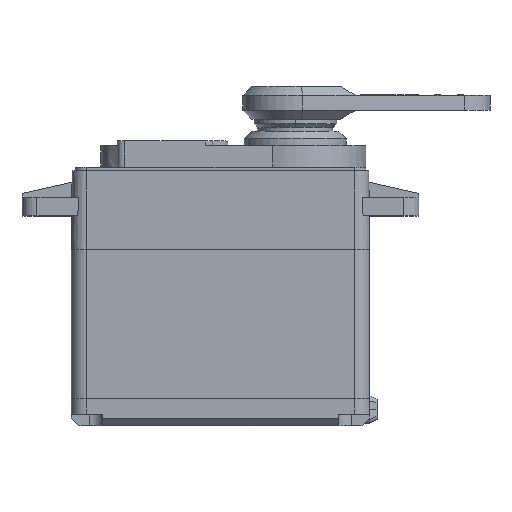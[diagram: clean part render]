
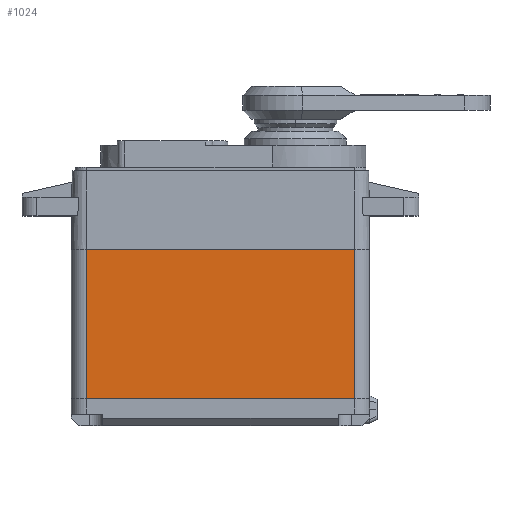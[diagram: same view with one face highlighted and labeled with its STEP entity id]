
A CAD part, top view. The second image highlights one B-rep face of the part: STEP entity #1024.
In plain terms, the highlighted planar face has unit normal (0, 0, 1).
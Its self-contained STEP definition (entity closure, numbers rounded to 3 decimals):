
#499=DIRECTION('',(0.,-1.,0.));
#500=VECTOR('',#499,19.9);
#501=CARTESIAN_POINT('',(-17.9,20.7,9.9));
#502=LINE('',#501,#500);
#506=DIRECTION('',(0.,-1.,0.));
#507=VECTOR('',#506,19.9);
#508=CARTESIAN_POINT('',(17.9,20.7,9.9));
#509=LINE('',#508,#507);
#513=DIRECTION('',(1.,0.,0.));
#514=VECTOR('',#513,35.8);
#515=CARTESIAN_POINT('',(-17.9,0.8,9.9));
#516=LINE('',#515,#514);
#543=DIRECTION('',(1.,0.,0.));
#544=VECTOR('',#543,35.8);
#545=CARTESIAN_POINT('',(-17.9,20.7,9.9));
#546=LINE('',#545,#544);
#617=CARTESIAN_POINT('',(-17.9,0.8,9.9));
#619=VERTEX_POINT('',#617);
#623=CARTESIAN_POINT('',(-17.9,20.7,9.9));
#624=VERTEX_POINT('',#623);
#626=CARTESIAN_POINT('',(17.9,0.8,9.9));
#628=VERTEX_POINT('',#626);
#629=CARTESIAN_POINT('',(17.9,20.7,9.9));
#630=VERTEX_POINT('',#629);
#1011=CARTESIAN_POINT('',(-19.9,0.,9.9));
#1012=DIRECTION('',(0.,0.,1.));
#1013=DIRECTION('',(1.,0.,0.));
#1014=AXIS2_PLACEMENT_3D('',#1011,#1012,#1013);
#1015=PLANE('',#1014);
#1017=ORIENTED_EDGE('',*,*,#1016,.F.);
#1019=ORIENTED_EDGE('',*,*,#1018,.T.);
#1020=ORIENTED_EDGE('',*,*,#1003,.T.);
#1021=ORIENTED_EDGE('',*,*,#733,.F.);
#1022=EDGE_LOOP('',(#1017,#1019,#1020,#1021));
#1023=FACE_OUTER_BOUND('',#1022,.F.);
#1024=ADVANCED_FACE('',(#1023),#1015,.T.);
#733=EDGE_CURVE('',#619,#628,#516,.T.);
#1003=EDGE_CURVE('',#630,#628,#509,.T.);
#1016=EDGE_CURVE('',#624,#619,#502,.T.);
#1018=EDGE_CURVE('',#624,#630,#546,.T.);
